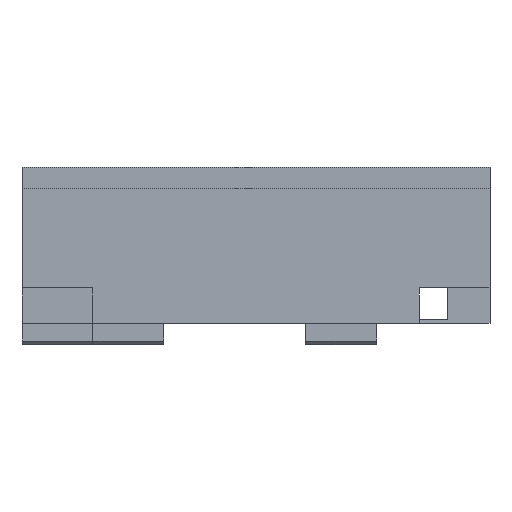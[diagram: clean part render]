
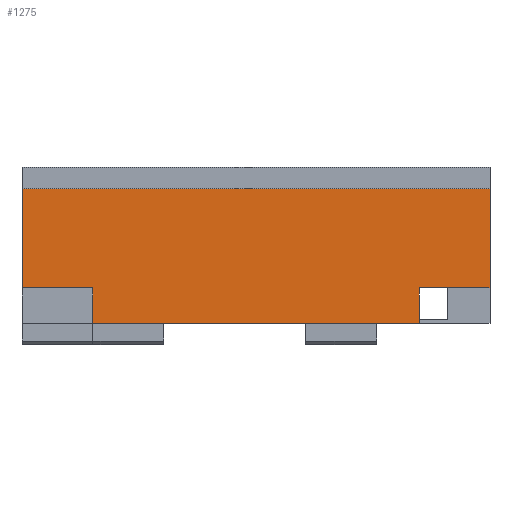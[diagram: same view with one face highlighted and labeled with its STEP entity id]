
A CAD part, left-side view. The second image highlights one B-rep face of the part: STEP entity #1275.
In plain terms, the highlighted planar face has unit normal (-1, 0, 0).
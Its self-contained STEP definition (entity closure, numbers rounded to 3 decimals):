
#64=FACE_OUTER_BOUND('',#128,.T.);
#128=EDGE_LOOP('',(#1010,#1011,#1012,#1013,#1014,#1015,#1016,#1017));
#260=LINE('',#1909,#438);
#265=LINE('',#1918,#443);
#268=LINE('',#1925,#446);
#272=LINE('',#1933,#450);
#275=LINE('',#1938,#453);
#276=LINE('',#1940,#454);
#277=LINE('',#1942,#455);
#278=LINE('',#1943,#456);
#438=VECTOR('',#1563,10.);
#443=VECTOR('',#1570,10.);
#446=VECTOR('',#1575,10.);
#450=VECTOR('',#1581,10.);
#453=VECTOR('',#1586,10.);
#454=VECTOR('',#1587,10.);
#455=VECTOR('',#1588,10.);
#456=VECTOR('',#1589,10.);
#582=VERTEX_POINT('',#1907);
#583=VERTEX_POINT('',#1908);
#586=VERTEX_POINT('',#1917);
#588=VERTEX_POINT('',#1923);
#589=VERTEX_POINT('',#1924);
#592=VERTEX_POINT('',#1932);
#594=VERTEX_POINT('',#1939);
#595=VERTEX_POINT('',#1941);
#736=EDGE_CURVE('',#582,#583,#260,.T.);
#741=EDGE_CURVE('',#586,#582,#265,.T.);
#744=EDGE_CURVE('',#588,#589,#268,.T.);
#748=EDGE_CURVE('',#589,#592,#272,.T.);
#751=EDGE_CURVE('',#588,#583,#275,.T.);
#752=EDGE_CURVE('',#592,#594,#276,.T.);
#753=EDGE_CURVE('',#594,#595,#277,.T.);
#754=EDGE_CURVE('',#586,#595,#278,.T.);
#1010=ORIENTED_EDGE('',*,*,#741,.T.);
#1011=ORIENTED_EDGE('',*,*,#736,.T.);
#1012=ORIENTED_EDGE('',*,*,#751,.F.);
#1013=ORIENTED_EDGE('',*,*,#744,.T.);
#1014=ORIENTED_EDGE('',*,*,#748,.T.);
#1015=ORIENTED_EDGE('',*,*,#752,.T.);
#1016=ORIENTED_EDGE('',*,*,#753,.T.);
#1017=ORIENTED_EDGE('',*,*,#754,.F.);
#1212=PLANE('',#1353);
#1275=ADVANCED_FACE('',(#64),#1212,.T.);
#1353=AXIS2_PLACEMENT_3D('',#1937,#1584,#1585);
#1563=DIRECTION('',(0.,0.,-1.));
#1570=DIRECTION('',(0.,-1.,0.));
#1575=DIRECTION('',(0.,0.,1.));
#1581=DIRECTION('',(0.,-1.,0.));
#1584=DIRECTION('center_axis',(-1.,0.,0.));
#1585=DIRECTION('ref_axis',(0.,0.,1.));
#1586=DIRECTION('',(0.,1.,0.));
#1587=DIRECTION('',(0.,0.,1.));
#1588=DIRECTION('',(0.,1.,0.));
#1589=DIRECTION('',(0.,0.,1.));
#1907=CARTESIAN_POINT('',(2.736,56.,5.));
#1908=CARTESIAN_POINT('',(2.736,56.,0.));
#1909=CARTESIAN_POINT('',(2.736,56.,2.5));
#1917=CARTESIAN_POINT('',(2.736,66.,5.));
#1918=CARTESIAN_POINT('',(2.736,33.,5.));
#1923=CARTESIAN_POINT('',(2.736,10.,0.));
#1924=CARTESIAN_POINT('',(2.736,10.,5.));
#1925=CARTESIAN_POINT('',(2.736,10.,0.));
#1932=CARTESIAN_POINT('',(2.736,0.,5.));
#1933=CARTESIAN_POINT('',(2.736,5.,5.));
#1937=CARTESIAN_POINT('Origin',(2.736,0.,0.));
#1938=CARTESIAN_POINT('',(2.736,0.,0.));
#1939=CARTESIAN_POINT('',(2.736,0.,20.5));
#1940=CARTESIAN_POINT('',(2.736,0.,0.));
#1941=CARTESIAN_POINT('',(2.736,66.,20.5));
#1942=CARTESIAN_POINT('',(2.736,0.,20.5));
#1943=CARTESIAN_POINT('',(2.736,66.,0.));
